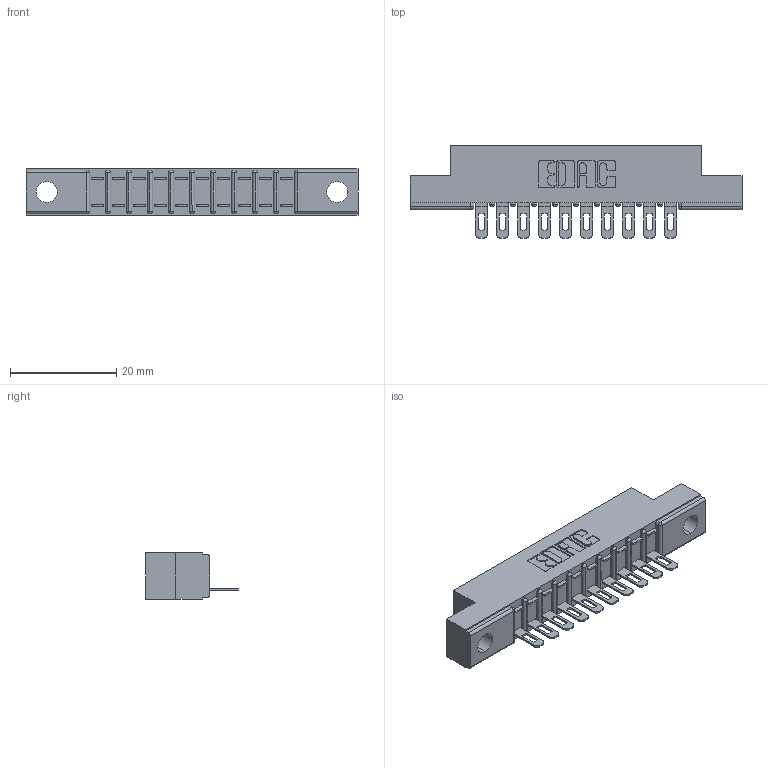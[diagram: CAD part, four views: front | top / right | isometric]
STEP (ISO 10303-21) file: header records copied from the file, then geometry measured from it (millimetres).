
FILE_DESCRIPTION (( 'STEP AP203' ), '1' );
FILE_NAME ('357-010-401-102.STEP', '2020-09-30T07:42:00', ( '' ), ( '' ), 'SwSTEP 2.0', 'SolidWorks 2020', '' );
FILE_SCHEMA (( 'CONFIG_CONTROL_DESIGN' ));
Length unit declared in the file: inch
Products named in the file (3): 307-290-002_501; 357-010-401-102; 307 Part_.128 Dia Mounting Holes
Assembly tree (11 placements, depth 2):
  357-010-401-102
    307 Part_.128 Dia Mounting Holes
    307-290-002_501  x10
Bounding box: 62.64 x 17.42 x 8.71 mm (x, y, z)
Volume: 4049.7 mm3; surface area: 6614 mm2
Topology: 11 solids, 11 shells, 889 faces, 2703 edges, 1770 vertices
Faces by surface type: plane 510, cylinder 357, sphere 22
Entity records: 13314 total; most frequent: CARTESIAN_POINT 2240, ORIENTED_EDGE 2230, DIRECTION 2195, EDGE_CURVE 1115, LINE 833, VECTOR 833, VERTEX_POINT 726, AXIS2_PLACEMENT_3D 681
